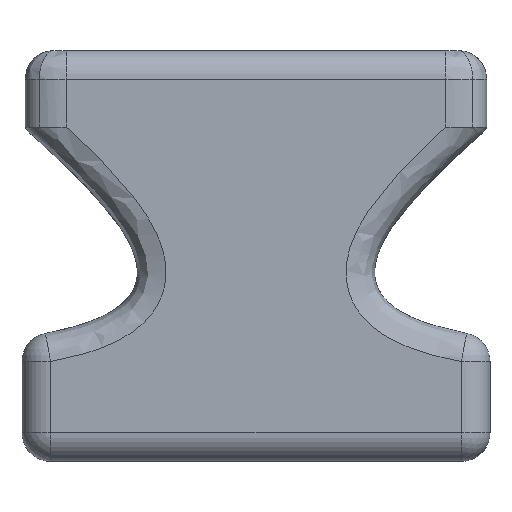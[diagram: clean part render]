
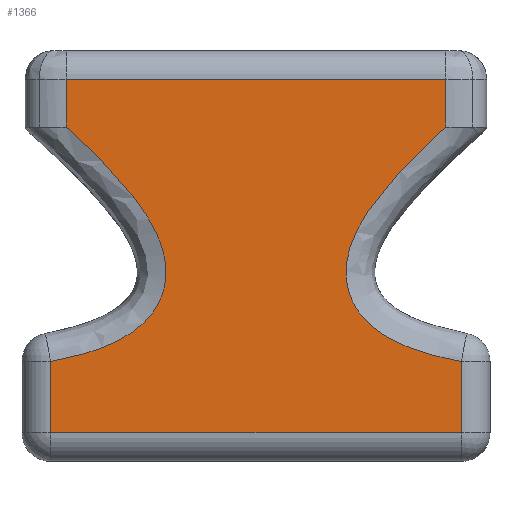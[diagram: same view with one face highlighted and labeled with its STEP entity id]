
A CAD part, front view. The second image highlights one B-rep face of the part: STEP entity #1366.
In plain terms, the highlighted planar face has unit normal (0, -1, 0).
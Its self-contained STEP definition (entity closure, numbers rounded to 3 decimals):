
#53=PLANE('',#1477);
#83=LINE('',#2199,#175);
#107=LINE('',#2474,#199);
#109=LINE('',#2504,#201);
#112=LINE('',#2655,#204);
#113=LINE('',#2657,#205);
#114=LINE('',#2658,#206);
#175=VECTOR('',#1570,10.);
#199=VECTOR('',#1634,10.);
#201=VECTOR('',#1636,10.);
#204=VECTOR('',#1661,10.);
#205=VECTOR('',#1662,10.);
#206=VECTOR('',#1663,10.);
#315=FACE_OUTER_BOUND('',#409,.T.);
#409=EDGE_LOOP('',(#1030,#1031,#1032,#1033,#1034,#1035,#1036,#1037));
#544=B_SPLINE_CURVE_WITH_KNOTS('',3,(#2612,#2613,#2614,#2615,#2616,#2617,
#2618,#2619,#2620,#2621,#2622,#2623,#2624),.UNSPECIFIED.,.F.,.F.,(4,1,1,
1,1,1,1,1,1,1,4),(-3.559,-3.234,-2.695,
-2.156,-1.886,-1.617,-1.347,
-1.078,-0.539,-0.269,0.),
 .UNSPECIFIED.);
#546=B_SPLINE_CURVE_WITH_KNOTS('',3,(#2642,#2643,#2644,#2645,#2646,#2647,
#2648,#2649,#2650,#2651,#2652,#2653),.UNSPECIFIED.,.F.,.F.,(4,1,1,1,1,1,
1,1,1,4),(-3.773,-3.234,-2.695,-2.425,
-2.156,-1.886,-1.617,-1.078,
-0.539,-0.214),.UNSPECIFIED.);
#589=VERTEX_POINT('',#2179);
#591=VERTEX_POINT('',#2195);
#617=VERTEX_POINT('',#2473);
#619=VERTEX_POINT('',#2496);
#624=VERTEX_POINT('',#2611);
#626=VERTEX_POINT('',#2641);
#627=VERTEX_POINT('',#2654);
#628=VERTEX_POINT('',#2656);
#711=EDGE_CURVE('',#589,#591,#83,.T.);
#754=EDGE_CURVE('',#617,#591,#107,.T.);
#758=EDGE_CURVE('',#619,#589,#109,.T.);
#768=EDGE_CURVE('',#617,#624,#544,.T.);
#771=EDGE_CURVE('',#626,#619,#546,.T.);
#772=EDGE_CURVE('',#627,#626,#112,.T.);
#773=EDGE_CURVE('',#628,#627,#113,.T.);
#774=EDGE_CURVE('',#624,#628,#114,.T.);
#1030=ORIENTED_EDGE('',*,*,#711,.F.);
#1031=ORIENTED_EDGE('',*,*,#758,.F.);
#1032=ORIENTED_EDGE('',*,*,#771,.F.);
#1033=ORIENTED_EDGE('',*,*,#772,.F.);
#1034=ORIENTED_EDGE('',*,*,#773,.F.);
#1035=ORIENTED_EDGE('',*,*,#774,.F.);
#1036=ORIENTED_EDGE('',*,*,#768,.F.);
#1037=ORIENTED_EDGE('',*,*,#754,.T.);
#1366=ADVANCED_FACE('',(#315),#53,.F.);
#1477=AXIS2_PLACEMENT_3D('',#2640,#1659,#1660);
#1570=DIRECTION('',(1.,0.,0.));
#1634=DIRECTION('',(0.,0.,1.));
#1636=DIRECTION('',(0.,0.,1.));
#1659=DIRECTION('center_axis',(0.,1.,0.));
#1660=DIRECTION('ref_axis',(1.,0.,0.));
#1661=DIRECTION('',(0.,0.,1.));
#1662=DIRECTION('',(-1.,0.,0.));
#1663=DIRECTION('',(0.,0.,-1.));
#2179=CARTESIAN_POINT('',(4.619,0.,40.));
#2195=CARTESIAN_POINT('',(44.381,0.,40.));
#2199=CARTESIAN_POINT('',(24.5,0.,40.));
#2473=CARTESIAN_POINT('',(44.381,0.,35.));
#2474=CARTESIAN_POINT('',(44.381,0.,35.));
#2496=CARTESIAN_POINT('',(4.619,0.,35.));
#2504=CARTESIAN_POINT('',(4.619,0.,35.));
#2611=CARTESIAN_POINT('',(46.,0.,10.44));
#2612=CARTESIAN_POINT('Ctrl Pts',(44.381,0.,
35.));
#2613=CARTESIAN_POINT('Ctrl Pts',(43.57,0.,
34.283));
#2614=CARTESIAN_POINT('Ctrl Pts',(41.449,0.,
32.34));
#2615=CARTESIAN_POINT('Ctrl Pts',(38.199,0.,
28.979));
#2616=CARTESIAN_POINT('Ctrl Pts',(35.502,0.,
25.351));
#2617=CARTESIAN_POINT('Ctrl Pts',(34.107,0.,
22.015));
#2618=CARTESIAN_POINT('Ctrl Pts',(33.775,0.,
19.304));
#2619=CARTESIAN_POINT('Ctrl Pts',(34.453,0.,
16.64));
#2620=CARTESIAN_POINT('Ctrl Pts',(36.659,0.,
13.716));
#2621=CARTESIAN_POINT('Ctrl Pts',(39.939,0.,
12.032));
#2622=CARTESIAN_POINT('Ctrl Pts',(43.359,0.,
10.984));
#2623=CARTESIAN_POINT('Ctrl Pts',(45.117,0.,
10.604));
#2624=CARTESIAN_POINT('Ctrl Pts',(46.,0.,
10.44));
#2640=CARTESIAN_POINT('Origin',(24.5,0.,25.));
#2641=CARTESIAN_POINT('',(3.,0.,10.44));
#2642=CARTESIAN_POINT('Ctrl Pts',(3.,0.,
10.44));
#2643=CARTESIAN_POINT('Ctrl Pts',(4.766,0.,
10.769));
#2644=CARTESIAN_POINT('Ctrl Pts',(8.257,0.,
11.616));
#2645=CARTESIAN_POINT('Ctrl Pts',(12.331,0.,
13.717));
#2646=CARTESIAN_POINT('Ctrl Pts',(14.547,0.,
16.641));
#2647=CARTESIAN_POINT('Ctrl Pts',(15.225,0.,
19.304));
#2648=CARTESIAN_POINT('Ctrl Pts',(14.893,0.,
22.015));
#2649=CARTESIAN_POINT('Ctrl Pts',(13.494,0.,
25.35));
#2650=CARTESIAN_POINT('Ctrl Pts',(10.806,0.,
28.979));
#2651=CARTESIAN_POINT('Ctrl Pts',(7.552,0.,
32.339));
#2652=CARTESIAN_POINT('Ctrl Pts',(5.43,0.,
34.283));
#2653=CARTESIAN_POINT('Ctrl Pts',(4.619,0.,
35.));
#2654=CARTESIAN_POINT('',(3.,0.,3.));
#2655=CARTESIAN_POINT('',(3.,0.,12.5));
#2656=CARTESIAN_POINT('',(46.,0.,3.));
#2657=CARTESIAN_POINT('',(36.75,0.,3.));
#2658=CARTESIAN_POINT('',(46.,0.,37.5));
